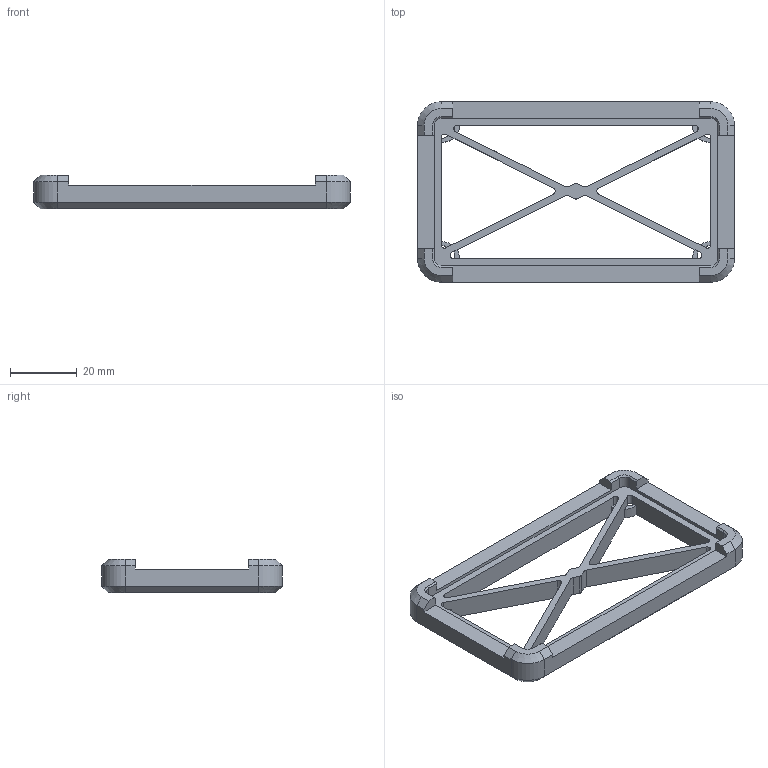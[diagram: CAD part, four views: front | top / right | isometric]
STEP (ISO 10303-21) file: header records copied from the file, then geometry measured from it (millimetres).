
FILE_DESCRIPTION(/* description */ (''),/* implementation_level */ '2;1');
FILE_NAME(/* name */ 'Pixhawk Casing 2 v19.step',/* time_stamp */ '2023-04-14T12:32:45-04:00',/* author */ (''),/* organization */ (''),/* preprocessor_version */ 'ST-DEVELOPER v19.2',/* originating_system */ 'Autodesk Translation Framework v12.4.0.73',/* authorisation */ '');
FILE_SCHEMA (('AUTOMOTIVE_DESIGN { 1 0 10303 214 3 1 1 }'));
Length unit declared in the file: millimetre
Products named in the file (2): Pixhawk Casing 2; Pixhawk Casing 2_1
Assembly tree (1 placements, depth 2):
  Pixhawk Casing 2
    Pixhawk Casing 2_1
Bounding box: 95.2 x 54.2 x 10.2 mm (x, y, z)
Volume: 14973.5 mm3; surface area: 10463.4 mm2
Topology: 1 solids, 1 shells, 142 faces, 416 edges, 264 vertices
Faces by surface type: plane 98, cylinder 32, cone 12
Entity records: 4750 total; most frequent: ORIENTED_EDGE 832, CARTESIAN_POINT 825, DIRECTION 788, EDGE_CURVE 416, LINE 334, VECTOR 334, VERTEX_POINT 264, AXIS2_PLACEMENT_3D 227
